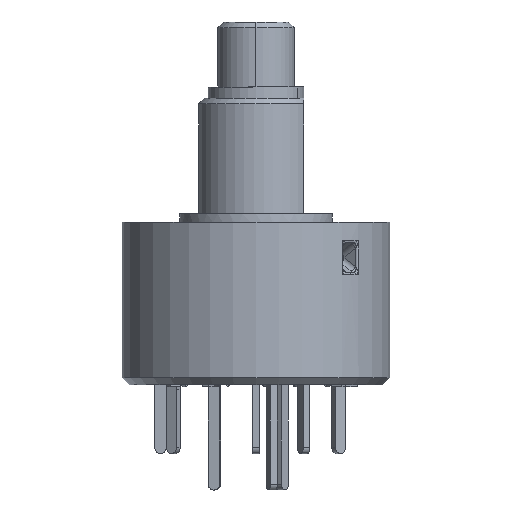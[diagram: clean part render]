
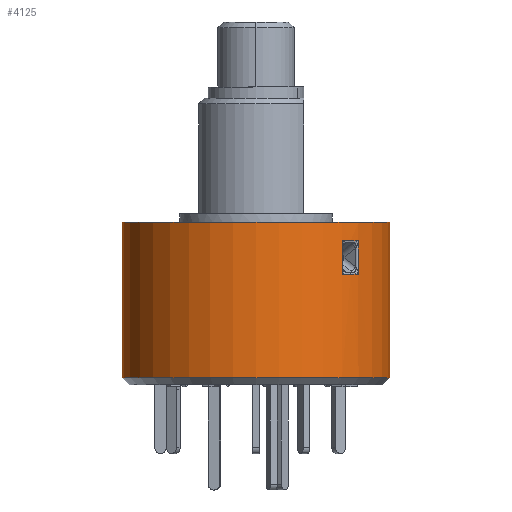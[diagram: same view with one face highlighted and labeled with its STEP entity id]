
A CAD part, left-side view. The second image highlights one B-rep face of the part: STEP entity #4125.
In plain terms, the highlighted cylindrical face has radius 7 mm (diameter 14 mm), a partial arc.
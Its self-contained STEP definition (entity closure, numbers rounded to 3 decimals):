
#59 = ORIENTED_EDGE ( 'NONE', *, *, #4552, .T. ) ;
#288 = VERTEX_POINT ( 'NONE', #5351 ) ;
#325 = CARTESIAN_POINT ( 'NONE',  ( -4.508, -5.356, -1.425 ) ) ;
#449 = CARTESIAN_POINT ( 'NONE',  ( 0., -7., -0.45 ) ) ;
#828 = CARTESIAN_POINT ( 'NONE',  ( 0., 7., -0.45 ) ) ;
#1219 = ORIENTED_EDGE ( 'NONE', *, *, #10313, .T. ) ;
#1256 = ORIENTED_EDGE ( 'NONE', *, *, #19043, .T. ) ;
#1300 = CARTESIAN_POINT ( 'NONE',  ( -4.808, -5.091, -3.167 ) ) ;
#2000 = EDGE_CURVE ( 'NONE', #13653, #10948, #11878, .T. ) ;
#2047 = CARTESIAN_POINT ( 'NONE',  ( 0., 7., -8.574 ) ) ;
#2397 = CARTESIAN_POINT ( 'NONE',  ( -5.356, -4.508, -1.425 ) ) ;
#2611 = FACE_OUTER_BOUND ( 'NONE', #17986, .T. ) ;
#2676 = CARTESIAN_POINT ( 'NONE',  ( -4.508, -5.356, -3.152 ) ) ;
#2763 = VERTEX_POINT ( 'NONE', #2676 ) ;
#2992 = LINE ( 'NONE', #13299, #18410 ) ;
#3044 = FACE_BOUND ( 'NONE', #3760, .T. ) ;
#3058 = DIRECTION ( 'NONE',  ( 0., -1., 0. ) ) ;
#3535 = CYLINDRICAL_SURFACE ( 'NONE', #4081, 7. ) ;
#3537 = VERTEX_POINT ( 'NONE', #19233 ) ;
#3760 = EDGE_LOOP ( 'NONE', ( #1256, #13532, #7730, #15945, #1219 ) ) ;
#4081 = AXIS2_PLACEMENT_3D ( 'NONE', #12600, #5156, #9746 ) ;
#4125 = ADVANCED_FACE ( 'NONE', ( #2611, #3044 ), #3535, .T. ) ;
#4126 = EDGE_CURVE ( 'NONE', #288, #3537, #17431, .T. ) ;
#4236 = CIRCLE ( 'NONE', #15379, 7. ) ;
#4552 = EDGE_CURVE ( 'NONE', #10083, #6490, #6309, .T. ) ;
#4811 = EDGE_CURVE ( 'NONE', #6490, #5384, #18927, .T. ) ;
#5117 = CARTESIAN_POINT ( 'NONE',  ( -5.356, -4.508, -0.45 ) ) ;
#5156 = DIRECTION ( 'NONE',  ( 0., 0., -1. ) ) ;
#5351 = CARTESIAN_POINT ( 'NONE',  ( -4.95, -4.95, -3.167 ) ) ;
#5384 = VERTEX_POINT ( 'NONE', #15787 ) ;
#5759 = DIRECTION ( 'NONE',  ( 0., 0., 1. ) ) ;
#5941 = VECTOR ( 'NONE', #14229, 1000. ) ;
#5942 = DIRECTION ( 'NONE',  ( 0., -1., 0. ) ) ;
#6309 = LINE ( 'NONE', #15734, #10720 ) ;
#6490 = VERTEX_POINT ( 'NONE', #2047 ) ;
#6826 = CARTESIAN_POINT ( 'NONE',  ( -5.356, -4.508, -3.152 ) ) ;
#7146 = CARTESIAN_POINT ( 'NONE',  ( 0., -7., -0.45 ) ) ;
#7175 = DIRECTION ( 'NONE',  ( 0., 0., -1. ) ) ;
#7730 = ORIENTED_EDGE ( 'NONE', *, *, #17210, .T. ) ;
#8500 = DIRECTION ( 'NONE',  ( 0., 0., -1. ) ) ;
#9468 = ORIENTED_EDGE ( 'NONE', *, *, #4811, .T. ) ;
#9746 = DIRECTION ( 'NONE',  ( 0., 1., 0. ) ) ;
#10069 = ORIENTED_EDGE ( 'NONE', *, *, #17748, .F. ) ;
#10083 = VERTEX_POINT ( 'NONE', #828 ) ;
#10313 = EDGE_CURVE ( 'NONE', #10948, #2763, #2992, .T. ) ;
#10720 = VECTOR ( 'NONE', #11093, 1000. ) ;
#10948 = VERTEX_POINT ( 'NONE', #325 ) ;
#10988 = LINE ( 'NONE', #7146, #18006 ) ;
#11093 = DIRECTION ( 'NONE',  ( 0., 0., -1. ) ) ;
#11166 = CARTESIAN_POINT ( 'NONE',  ( -4.95, -4.95, -3.167 ) ) ;
#11341 = CARTESIAN_POINT ( 'NONE',  ( -4.508, -5.356, -1.425 ) ) ;
#11878 =( BOUNDED_CURVE ( )  B_SPLINE_CURVE ( 3, ( #14396, #17231, #18739, #11341 ),
 .UNSPECIFIED., .F., .F. ) 
 B_SPLINE_CURVE_WITH_KNOTS ( ( 4, 4 ),
 ( 3.056, 3.227 ),
 .UNSPECIFIED. ) 
 CURVE ( )  GEOMETRIC_REPRESENTATION_ITEM ( )  RATIONAL_B_SPLINE_CURVE ( ( 1., 0.998, 0.998, 1. ) ) 
 REPRESENTATION_ITEM ( '' )  );
#11917 = DIRECTION ( 'NONE',  ( 0., 0., 1. ) ) ;
#12600 = CARTESIAN_POINT ( 'NONE',  ( 0., 0., -0.45 ) ) ;
#12891 =( BOUNDED_CURVE ( )  B_SPLINE_CURVE ( 3, ( #14938, #17876, #1300, #17689 ),
 .UNSPECIFIED., .F., .F. ) 
 B_SPLINE_CURVE_WITH_KNOTS ( ( 4, 4 ),
 ( 6.197, 6.283 ),
 .UNSPECIFIED. ) 
 CURVE ( )  GEOMETRIC_REPRESENTATION_ITEM ( )  RATIONAL_B_SPLINE_CURVE ( ( 1., 0.999, 0.999, 1. ) ) 
 REPRESENTATION_ITEM ( '' )  );
#13299 = CARTESIAN_POINT ( 'NONE',  ( -4.508, -5.356, -0.45 ) ) ;
#13532 = ORIENTED_EDGE ( 'NONE', *, *, #4126, .T. ) ;
#13653 = VERTEX_POINT ( 'NONE', #2397 ) ;
#14229 = DIRECTION ( 'NONE',  ( 0., 0., 1. ) ) ;
#14396 = CARTESIAN_POINT ( 'NONE',  ( -5.356, -4.508, -1.425 ) ) ;
#14938 = CARTESIAN_POINT ( 'NONE',  ( -4.508, -5.356, -3.152 ) ) ;
#15379 = AXIS2_PLACEMENT_3D ( 'NONE', #18013, #11917, #3058 ) ;
#15734 = CARTESIAN_POINT ( 'NONE',  ( 0., 7., -0.45 ) ) ;
#15787 = CARTESIAN_POINT ( 'NONE',  ( 0., -7., -8.574 ) ) ;
#15945 = ORIENTED_EDGE ( 'NONE', *, *, #2000, .T. ) ;
#16076 = AXIS2_PLACEMENT_3D ( 'NONE', #17941, #5759, #5942 ) ;
#16400 = LINE ( 'NONE', #5117, #5941 ) ;
#16740 = ORIENTED_EDGE ( 'NONE', *, *, #18010, .F. ) ;
#16979 = CARTESIAN_POINT ( 'NONE',  ( -5.091, -4.808, -3.167 ) ) ;
#17210 = EDGE_CURVE ( 'NONE', #3537, #13653, #16400, .T. ) ;
#17231 = CARTESIAN_POINT ( 'NONE',  ( -5.097, -4.814, -1.406 ) ) ;
#17431 =( BOUNDED_CURVE ( )  B_SPLINE_CURVE ( 3, ( #11166, #16979, #18564, #6826 ),
 .UNSPECIFIED., .F., .T. ) 
 B_SPLINE_CURVE_WITH_KNOTS ( ( 4, 4 ),
 ( 0., 0.086 ),
 .UNSPECIFIED. ) 
 CURVE ( )  GEOMETRIC_REPRESENTATION_ITEM ( )  RATIONAL_B_SPLINE_CURVE ( ( 1., 0.999, 0.999, 1. ) ) 
 REPRESENTATION_ITEM ( '' )  );
#17689 = CARTESIAN_POINT ( 'NONE',  ( -4.95, -4.95, -3.167 ) ) ;
#17748 = EDGE_CURVE ( 'NONE', #18728, #5384, #10988, .T. ) ;
#17876 = CARTESIAN_POINT ( 'NONE',  ( -4.661, -5.227, -3.162 ) ) ;
#17941 = CARTESIAN_POINT ( 'NONE',  ( 0., 0., -8.574 ) ) ;
#17986 = EDGE_LOOP ( 'NONE', ( #10069, #16740, #59, #9468 ) ) ;
#18006 = VECTOR ( 'NONE', #8500, 1000. ) ;
#18010 = EDGE_CURVE ( 'NONE', #10083, #18728, #4236, .T. ) ;
#18013 = CARTESIAN_POINT ( 'NONE',  ( 0., 0., -0.45 ) ) ;
#18410 = VECTOR ( 'NONE', #7175, 1000. ) ;
#18564 = CARTESIAN_POINT ( 'NONE',  ( -5.227, -4.661, -3.162 ) ) ;
#18728 = VERTEX_POINT ( 'NONE', #449 ) ;
#18739 = CARTESIAN_POINT ( 'NONE',  ( -4.814, -5.097, -1.406 ) ) ;
#18927 = CIRCLE ( 'NONE', #16076, 7. ) ;
#19043 = EDGE_CURVE ( 'NONE', #2763, #288, #12891, .T. ) ;
#19233 = CARTESIAN_POINT ( 'NONE',  ( -5.356, -4.508, -3.152 ) ) ;
